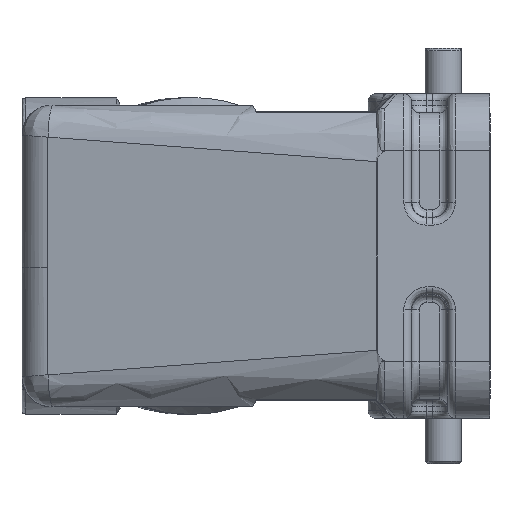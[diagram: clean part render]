
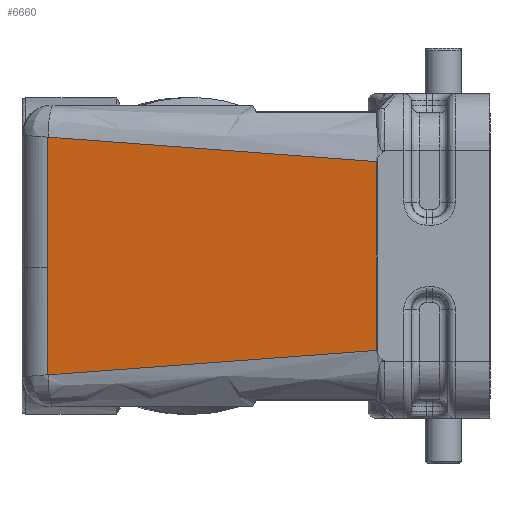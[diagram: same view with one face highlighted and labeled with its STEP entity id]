
A CAD part, left-side view. The second image highlights one B-rep face of the part: STEP entity #6660.
In plain terms, the highlighted planar face has unit normal (-0.99, 0.139, 0).
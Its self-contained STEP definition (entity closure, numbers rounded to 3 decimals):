
#5791=FACE_OUTER_BOUND('',#9767,.T.);
#6660=ADVANCED_FACE('',(#5791),#6957,.T.);
#6957=PLANE('',#17352);
#7324=LINE('',#21409,#8171);
#7869=LINE('',#25812,#8738);
#8069=LINE('',#30118,#8938);
#8070=LINE('',#30130,#8939);
#8071=LINE('',#30132,#8940);
#8171=VECTOR('',#17611,1.);
#8738=VECTOR('',#19178,1.);
#8938=VECTOR('',#20020,1.);
#8939=VECTOR('',#20021,1.);
#8940=VECTOR('',#20022,1.);
#9767=EDGE_LOOP('',(#12987,#12988,#12989,#12990,#12991));
#12987=ORIENTED_EDGE('',*,*,#15429,.T.);
#12988=ORIENTED_EDGE('',*,*,#14508,.T.);
#12989=ORIENTED_EDGE('',*,*,#15957,.T.);
#12990=ORIENTED_EDGE('',*,*,#15958,.T.);
#12991=ORIENTED_EDGE('',*,*,#15955,.T.);
#13435=VERTEX_POINT('',#21410);
#13436=VERTEX_POINT('',#21411);
#14020=VERTEX_POINT('',#25813);
#14286=VERTEX_POINT('',#30119);
#14287=VERTEX_POINT('',#30131);
#14508=EDGE_CURVE('',#13435,#13436,#7324,.T.);
#15429=EDGE_CURVE('',#14020,#13435,#7869,.T.);
#15955=EDGE_CURVE('',#14286,#14020,#8069,.T.);
#15957=EDGE_CURVE('',#13436,#14287,#8070,.T.);
#15958=EDGE_CURVE('',#14287,#14286,#8071,.T.);
#17352=AXIS2_PLACEMENT_3D('',#30133,#20023,#20024);
#17611=DIRECTION('',(0.,0.,-1.));
#19178=DIRECTION('',(0.,0.,-1.));
#20020=DIRECTION('',(0.139,0.988,0.074));
#20021=DIRECTION('',(-0.139,-0.988,0.074));
#20022=DIRECTION('',(0.,0.,1.));
#20023=DIRECTION('',(-0.99,0.139,0.));
#20024=DIRECTION('',(-0.139,-0.99,0.));
#21409=CARTESIAN_POINT('',(-53.879,-3.443,15.744));
#21410=CARTESIAN_POINT('',(-53.879,-3.443,-1.5));
#21411=CARTESIAN_POINT('',(-53.879,-3.443,-15.744));
#25812=CARTESIAN_POINT('',(-53.879,-3.443,15.744));
#25813=CARTESIAN_POINT('',(-53.879,-3.443,15.744));
#30118=CARTESIAN_POINT('',(-59.99,-46.931,12.505));
#30119=CARTESIAN_POINT('',(-59.99,-46.931,12.505));
#30130=CARTESIAN_POINT('',(-53.879,-3.443,-15.744));
#30131=CARTESIAN_POINT('',(-59.99,-46.931,-12.505));
#30132=CARTESIAN_POINT('',(-59.99,-46.931,-12.505));
#30133=CARTESIAN_POINT('',(-53.05,2.449,-16.744));
